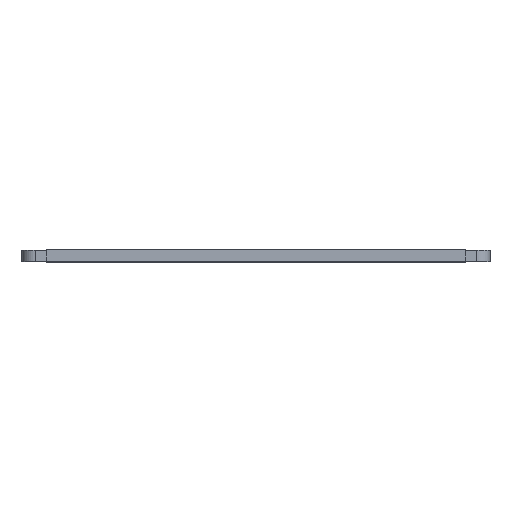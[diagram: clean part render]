
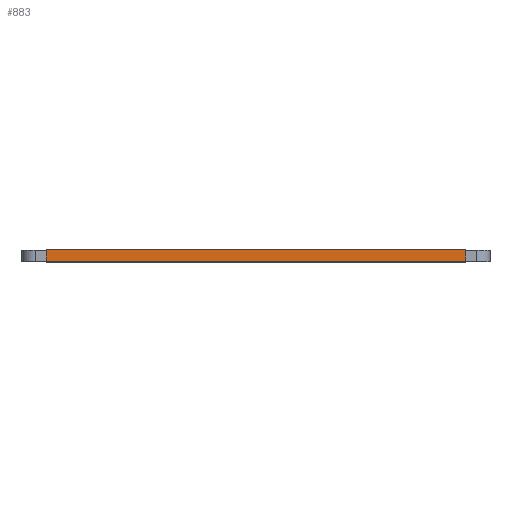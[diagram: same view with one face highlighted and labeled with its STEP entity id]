
A CAD part, top view. The second image highlights one B-rep face of the part: STEP entity #883.
In plain terms, the highlighted planar face has unit normal (0, 0, 1).
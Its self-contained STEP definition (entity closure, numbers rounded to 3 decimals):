
#113=FACE_OUTER_BOUND('',#155,.T.);
#155=EDGE_LOOP('',(#727,#728,#729,#730));
#257=LINE('',#1376,#353);
#263=LINE('',#1391,#359);
#275=LINE('',#1433,#371);
#276=LINE('',#1434,#372);
#353=VECTOR('',#1123,10.);
#359=VECTOR('',#1139,10.);
#371=VECTOR('',#1187,10.);
#372=VECTOR('',#1188,10.);
#437=VERTEX_POINT('',#1373);
#438=VERTEX_POINT('',#1375);
#441=VERTEX_POINT('',#1388);
#442=VERTEX_POINT('',#1390);
#541=EDGE_CURVE('',#437,#438,#257,.T.);
#549=EDGE_CURVE('',#442,#441,#263,.F.);
#571=EDGE_CURVE('',#442,#437,#275,.T.);
#572=EDGE_CURVE('',#438,#441,#276,.T.);
#727=ORIENTED_EDGE('',*,*,#571,.F.);
#728=ORIENTED_EDGE('',*,*,#549,.T.);
#729=ORIENTED_EDGE('',*,*,#572,.F.);
#730=ORIENTED_EDGE('',*,*,#541,.F.);
#841=PLANE('',#963);
#883=ADVANCED_FACE('',(#113),#841,.T.);
#963=AXIS2_PLACEMENT_3D('',#1432,#1185,#1186);
#1123=DIRECTION('',(0.,1.,0.));
#1139=DIRECTION('',(0.,-1.,0.));
#1185=DIRECTION('center_axis',(0.,0.,1.));
#1186=DIRECTION('ref_axis',(1.,0.,0.));
#1187=DIRECTION('',(-1.,0.,0.));
#1188=DIRECTION('',(1.,0.,0.));
#1373=CARTESIAN_POINT('',(-12.06,14.,23.5));
#1375=CARTESIAN_POINT('',(-12.06,16.,23.5));
#1376=CARTESIAN_POINT('',(-12.06,14.,23.5));
#1388=CARTESIAN_POINT('',(63.66,16.,23.5));
#1390=CARTESIAN_POINT('',(63.66,14.,23.5));
#1391=CARTESIAN_POINT('',(63.66,14.,23.5));
#1432=CARTESIAN_POINT('Origin',(-9.56,14.,23.5));
#1433=CARTESIAN_POINT('',(61.16,14.,23.5));
#1434=CARTESIAN_POINT('',(61.16,16.,23.5));
